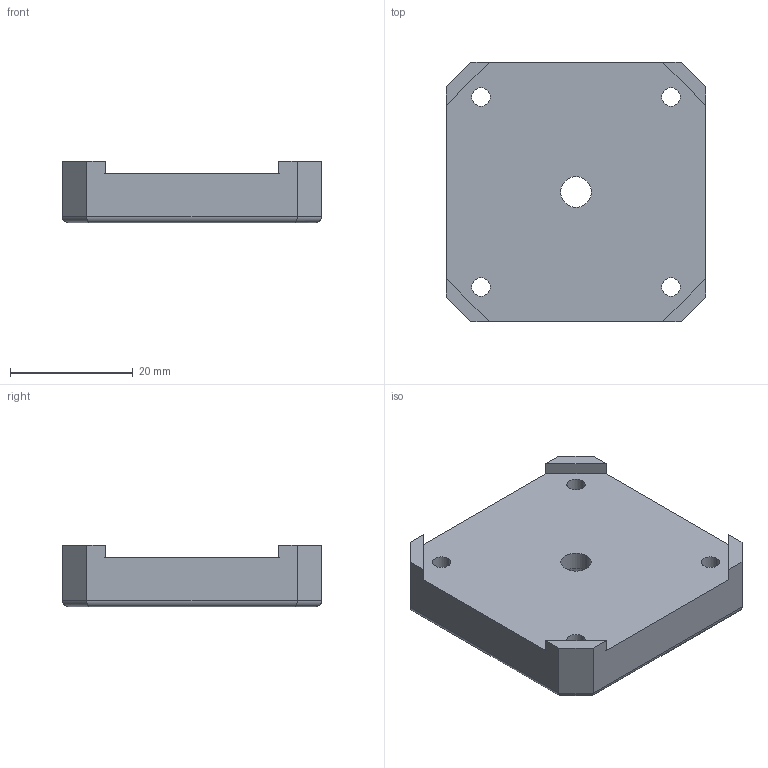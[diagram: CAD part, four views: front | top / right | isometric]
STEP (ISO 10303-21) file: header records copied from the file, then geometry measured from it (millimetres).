
FILE_DESCRIPTION (( 'STEP AP203' ), '1' );
FILE_NAME ('piece1_Défaut_sldprt.STEP', '2023-01-28T16:54:30', ( 'Windows User' ), ( '' ), 'SwSTEP 2.0', 'SolidWorks 2022', '' );
FILE_SCHEMA (( 'CONFIG_CONTROL_DESIGN' ));
Length unit declared in the file: millimetre
Products named in the file (1): piece1_Défaut_sldprt
Bounding box: 42.3 x 42.3 x 10 mm (x, y, z)
Volume: 13118.2 mm3; surface area: 5394.6 mm2
Topology: 1 solids, 1 shells, 71 faces, 164 edges, 100 vertices
Faces by surface type: cylinder 28, plane 23, torus 20
Entity records: 2111 total; most frequent: DIRECTION 380, CARTESIAN_POINT 360, ORIENTED_EDGE 328, EDGE_CURVE 164, AXIS2_PLACEMENT_3D 152, VERTEX_POINT 100, EDGE_LOOP 86, CIRCLE 80
